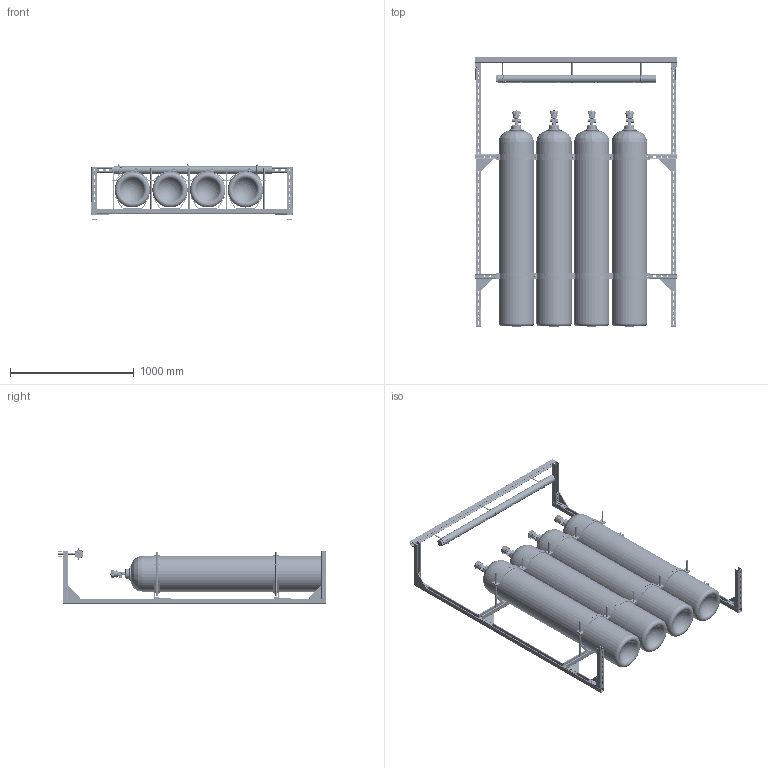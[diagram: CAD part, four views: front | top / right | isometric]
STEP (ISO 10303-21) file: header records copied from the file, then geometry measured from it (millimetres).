
FILE_DESCRIPTION (( 'STEP AP214' ), '1' );
FILE_NAME ('Cylinder Storage Rack, 80L, Metal Framing, Galvanized (4 cylinder 4x1) Four Cylinders.STEP', '2020-05-07T13:13:16', ( '' ), ( '' ), 'SwSTEP 2.0', 'SolidWorks 2019', '' );
FILE_SCHEMA (( 'AUTOMOTIVE_DESIGN' ));
Length unit declared in the file: inch
Products named in the file (39): 470B0019_HANDLE.stp; Plate 1.stp; Support 2..stp; V_MULLER_470B0019.stp; Base Plate 2_MIR.stp; Plate 2.stp; Manifold _Port.stp; Restraint B.stp; Clamp.stp; 470B0019_HEX NUT.stp; PLUG_HEX HD_1.500 NPT M_CL 3000_ALY STL_GALV.stp; V-000-950-101.stp; Stand.stp; Support 1.stp; Clamp Assembly.stp; Stand 2.stp; 11BC615P_CYLINDER.stp; PLUG_HEX HD_0.250 NPT M_CL 3000_ALY STL_GALV.stp; Cylinder Storage Rack, 80L, Metal Framing, Galvanized (4 cylinder 4x1) Four Cylinders.stp; Rode 2.stp; Base Plate.stp; Stand 3.stp; Cylinder Storage Rack, 80L, Metal Framing, Galvanized (4 cylinder 4x1) Four Cylinders; 5342^V-000-950-101.stp; Base Plate 2.stp; 470B0019_HOUSING.stp; Restraint F.stp; Clamp 2.stp; Rode.stp; 470B0019_PLATE.stp; P-000-950-110(-07).stp
Assembly tree (89 placements, depth 5):
  Cylinder Storage Rack, 80L, Metal Framing, Galvanized (4 cylinder 4x1) Four Cylinders
    Cylinder Storage Rack, 80L, Metal Framing, Galvanized (4 cylinder 4x1) Four Cylinders.stp
      V-000-950-101.stp
        V_MULLER_470B0019.stp
          470B0019_HOUSING.stp
          470B0019_PLATE.stp
          470B0019_HANDLE.stp
          470B0019_HEX NUT.stp
        11BC615P_CYLINDER.stp
        5342^V-000-950-101.stp
      V-000-950-101.stp
        V_MULLER_470B0019.stp
          470B0019_HOUSING.stp
          470B0019_PLATE.stp
          470B0019_HANDLE.stp
          470B0019_HEX NUT.stp
        11BC615P_CYLINDER.stp
        5342^V-000-950-101.stp
      V-000-950-101.stp
        V_MULLER_470B0019.stp
          470B0019_HOUSING.stp
          470B0019_PLATE.stp
          470B0019_HANDLE.stp
          470B0019_HEX NUT.stp
        11BC615P_CYLINDER.stp
        5342^V-000-950-101.stp
      V-000-950-101.stp
        V_MULLER_470B0019.stp
          470B0019_HOUSING.stp
          470B0019_PLATE.stp
          470B0019_HANDLE.stp
          470B0019_HEX NUT.stp
        11BC615P_CYLINDER.stp
        5342^V-000-950-101.stp
      Clamp Assembly.stp
        Clamp.stp
        Clamp 2.stp
      Clamp Assembly.stp
        Clamp.stp
        Clamp 2.stp
      Clamp Assembly.stp
        Clamp.stp
        Clamp 2.stp
      Manifold _Port.stp
        PLUG_HEX HD_1.500 NPT M_CL 3000_ALY STL_GALV.stp
        PLUG_HEX HD_0.250 NPT M_CL 3000_ALY STL_GALV.stp  x2
        P-000-950-110(-07).stp
      Stand.stp  x2
      Stand 3.stp
      Stand 2.stp  x2
      Base Plate.stp  x2
      Base Plate 2.stp
      Base Plate 2_MIR.stp
      Support 2..stp  x2
      Plate 1.stp  x2
      Plate 2.stp  x2
      Support 1.stp  x2
      Restraint B.stp  x8
      Rode.stp  x10
      Restraint F.stp  x4
Bounding box: 1625.6 x 2174.88 x 447.68 mm (x, y, z)
Volume: 62555310.4 mm3; surface area: 16426900.7 mm2
Topology: 80 solids, 80 shells, 5311 faces, 13897 edges, 9012 vertices
Faces by surface type: plane 2274, cylinder 1670, bspline 652, cone 460, torus 201, sphere 54
Entity records: 92086 total; most frequent: CARTESIAN_POINT 42792, ORIENTED_EDGE 9946, DIRECTION 9677, EDGE_CURVE 4973, AXIS2_PLACEMENT_3D 3611, VERTEX_POINT 3242, VECTOR 2455, LINE 2455
